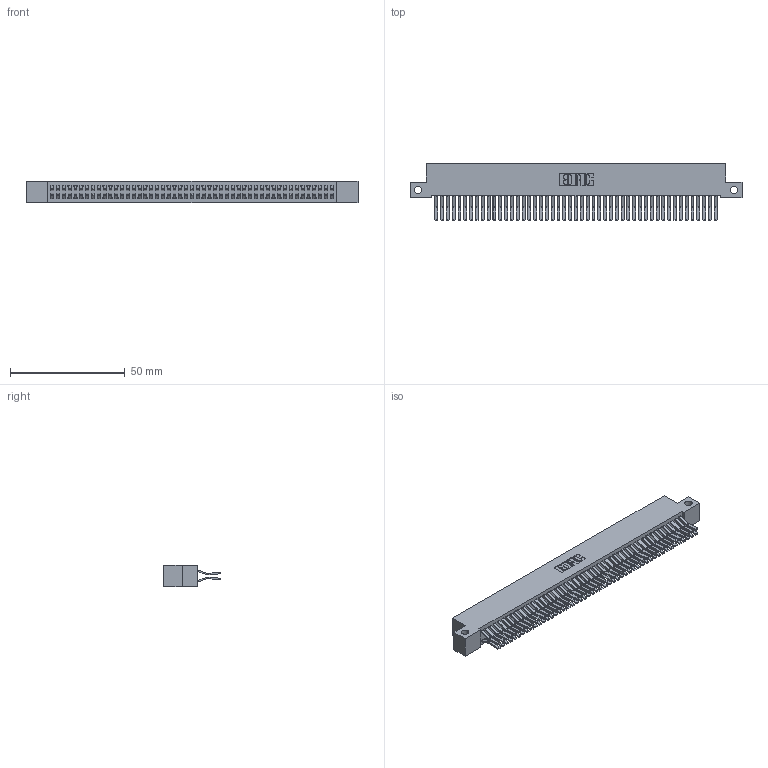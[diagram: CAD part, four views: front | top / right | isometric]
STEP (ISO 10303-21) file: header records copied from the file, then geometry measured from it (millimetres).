
FILE_DESCRIPTION (( 'STEP AP203' ), '1' );
FILE_NAME ('342-098-560-212.STEP', '2019-10-04T17:05:58', ( '' ), ( '' ), 'SwSTEP 2.0', 'SolidWorks 2016', '' );
FILE_SCHEMA (( 'CONFIG_CONTROL_DESIGN' ));
Length unit declared in the file: inch
Products named in the file (3): 342 Part_Side Mount; 345-292-001_560 Tail; 342-098-560-212
Assembly tree (99 placements, depth 2):
  342-098-560-212
    342 Part_Side Mount
    345-292-001_560 Tail  x98
Bounding box: 144.78 x 24.78 x 9.4 mm (x, y, z)
Volume: 13611.1 mm3; surface area: 23710.9 mm2
Topology: 99 solids, 99 shells, 5402 faces, 16077 edges, 10586 vertices
Faces by surface type: plane 3594, cylinder 1808
Entity records: 30577 total; most frequent: CARTESIAN_POINT 5058, ORIENTED_EDGE 4994, DIRECTION 4313, EDGE_CURVE 2497, VECTOR 2365, LINE 2365, VERTEX_POINT 1662, AXIS2_PLACEMENT_3D 974
